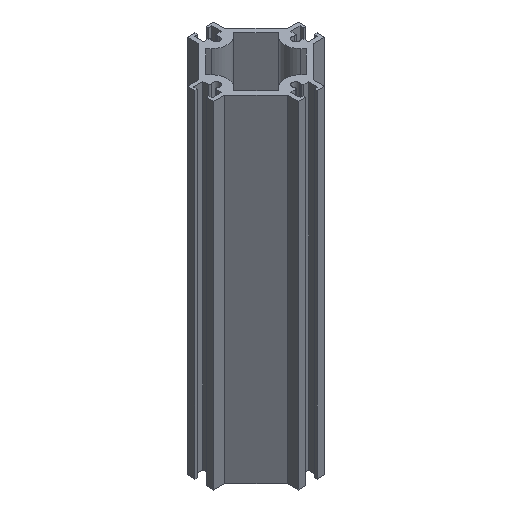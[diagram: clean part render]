
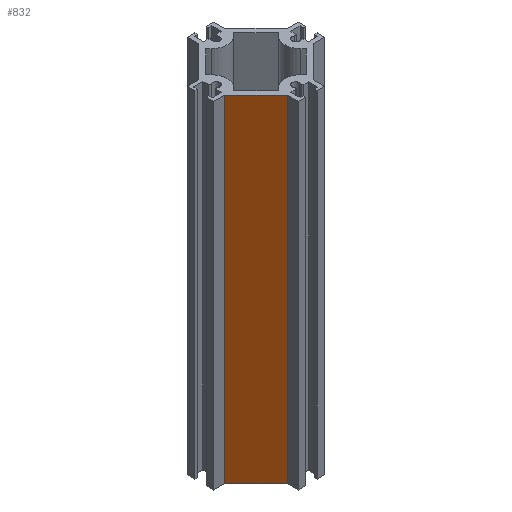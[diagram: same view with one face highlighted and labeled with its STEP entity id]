
A CAD part, isometric view. The second image highlights one B-rep face of the part: STEP entity #832.
In plain terms, the highlighted planar face has unit normal (-0.707, -0.707, 0).
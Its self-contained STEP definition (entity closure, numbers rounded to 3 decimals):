
#152 = VECTOR ( 'NONE', #1514, 1000. ) ;
#217 = EDGE_LOOP ( 'NONE', ( #1710, #1893, #1923, #1960 ) ) ;
#325 = PLANE ( 'NONE',  #2499 ) ;
#345 = LINE ( 'NONE', #2255, #2684 ) ;
#454 = DIRECTION ( 'NONE',  ( 0., 0., -1. ) ) ;
#572 = DIRECTION ( 'NONE',  ( -0.707, 0.707, 0. ) ) ;
#574 = EDGE_CURVE ( 'NONE', #1097, #592, #2917, .T. ) ;
#592 = VERTEX_POINT ( 'NONE', #974 ) ;
#683 = LINE ( 'NONE', #1297, #1302 ) ;
#704 = LINE ( 'NONE', #2872, #152 ) ;
#735 = CARTESIAN_POINT ( 'NONE',  ( -16.843, -4.99, 127. ) ) ;
#817 = DIRECTION ( 'NONE',  ( 0.707, -0.707, 0. ) ) ;
#832 = ADVANCED_FACE ( 'NONE', ( #2873 ), #325, .F. ) ;
#961 = EDGE_CURVE ( 'NONE', #1059, #1097, #683, .T. ) ;
#974 = CARTESIAN_POINT ( 'NONE',  ( -4.99, -16.843, 0. ) ) ;
#1059 = VERTEX_POINT ( 'NONE', #735 ) ;
#1097 = VERTEX_POINT ( 'NONE', #2235 ) ;
#1238 = CARTESIAN_POINT ( 'NONE',  ( -16.843, -4.99, 0. ) ) ;
#1297 = CARTESIAN_POINT ( 'NONE',  ( -4.99, -16.843, 127. ) ) ;
#1302 = VECTOR ( 'NONE', #1471, 1000. ) ;
#1471 = DIRECTION ( 'NONE',  ( 0.707, -0.707, 0. ) ) ;
#1514 = DIRECTION ( 'NONE',  ( 0., 0., -1. ) ) ;
#1710 = ORIENTED_EDGE ( 'NONE', *, *, #1975, .T. ) ;
#1786 = DIRECTION ( 'NONE',  ( 0.707, 0.707, 0. ) ) ;
#1893 = ORIENTED_EDGE ( 'NONE', *, *, #574, .F. ) ;
#1900 = VERTEX_POINT ( 'NONE', #1238 ) ;
#1914 = CARTESIAN_POINT ( 'NONE',  ( -4.99, -16.843, 127. ) ) ;
#1923 = ORIENTED_EDGE ( 'NONE', *, *, #961, .F. ) ;
#1960 = ORIENTED_EDGE ( 'NONE', *, *, #2751, .T. ) ;
#1975 = EDGE_CURVE ( 'NONE', #1900, #592, #345, .T. ) ;
#2235 = CARTESIAN_POINT ( 'NONE',  ( -4.99, -16.843, 127. ) ) ;
#2255 = CARTESIAN_POINT ( 'NONE',  ( -4.99, -16.843, 0. ) ) ;
#2303 = VECTOR ( 'NONE', #454, 1000. ) ;
#2499 = AXIS2_PLACEMENT_3D ( 'NONE', #1914, #1786, #572 ) ;
#2551 = CARTESIAN_POINT ( 'NONE',  ( -4.99, -16.843, 127. ) ) ;
#2684 = VECTOR ( 'NONE', #817, 1000. ) ;
#2751 = EDGE_CURVE ( 'NONE', #1059, #1900, #704, .T. ) ;
#2872 = CARTESIAN_POINT ( 'NONE',  ( -16.843, -4.99, 127. ) ) ;
#2873 = FACE_OUTER_BOUND ( 'NONE', #217, .T. ) ;
#2917 = LINE ( 'NONE', #2551, #2303 ) ;
